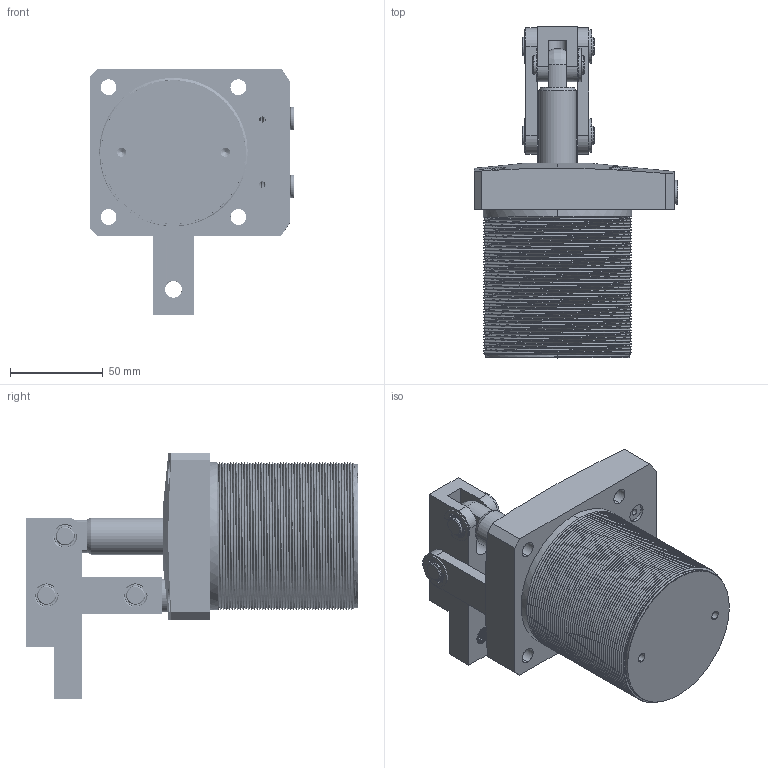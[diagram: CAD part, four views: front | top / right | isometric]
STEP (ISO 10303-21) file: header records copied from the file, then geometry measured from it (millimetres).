
FILE_DESCRIPTION (( 'STEP AP214' ), '1' );
FILE_NAME ('LHC01D-63R.STEP', '2019-04-20T01:13:45', ( '' ), ( '' ), 'SwSTEP 2.0', 'SolidWorks 2016', '' );
FILE_SCHEMA (( 'AUTOMOTIVE_DESIGN' ));
Length unit declared in the file: millimetre
Products named in the file (12): LHC01D63R掛极; LHC01D63活塞杆; 黑芛_14; M4ningjin_9; LHC01D-63-07_1; CPLCU-63-05_1; CPLCU-63-04_1; CPLCU-63-03_1; CPLCU-63-02_1; CPLCU-63-01_1; CPLCU-50-08_4; LHC01D-63R
Assembly tree (25 placements, depth 2):
  LHC01D-63R
    CPLCU-50-08_4  x6
    CPLCU-63-01_1
    CPLCU-63-02_1  x2
    CPLCU-63-03_1
    CPLCU-63-04_1  x2
    CPLCU-63-05_1
    LHC01D-63-07_1  x6
    M4ningjin_9  x2
    黑芛_14  x2
    LHC01D63活塞杆
    LHC01D63R掛极
Bounding box: 110 x 179 x 133 mm (x, y, z)
Volume: 589862.1 mm3; surface area: 141505.7 mm2
Topology: 27 solids, 30 shells, 1571 faces, 5346 edges, 3857 vertices
Faces by surface type: cylinder 935, bspline 248, plane 205, cone 179, torus 4
Entity records: 205755 total; most frequent: CARTESIAN_POINT 172697, ORIENTED_EDGE 9124, EDGE_CURVE 4562, DIRECTION 3506, VERTEX_POINT 3353, B_SPLINE_CURVE_WITH_KNOTS 3348, EDGE_LOOP 1327, AXIS2_PLACEMENT_3D 1282
